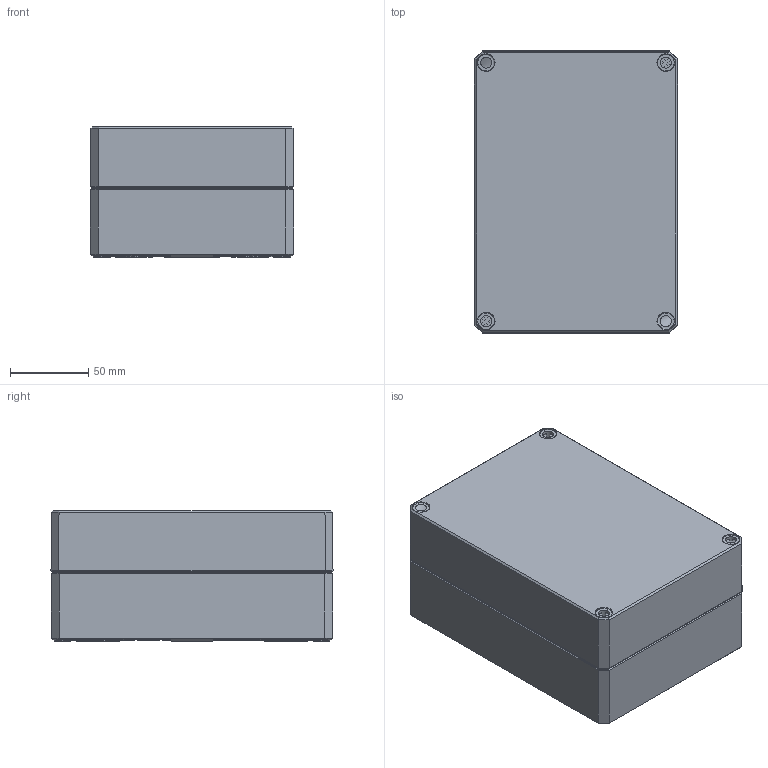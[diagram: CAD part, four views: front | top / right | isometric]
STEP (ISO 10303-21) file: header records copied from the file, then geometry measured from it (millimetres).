
FILE_DESCRIPTION(/* description */ (''),/* implementation_level */ '2;1');
FILE_NAME(/* name */ '0903108380 MBI 181308 OK.stp',/* time_stamp */ '2021-03-05T08:13:30+01:00',/* author */ ('alexander.rose'),/* organization */ (''),/* preprocessor_version */ 'ST-DEVELOPER v17.2',/* originating_system */ 'Autodesk Inventor 2019',/* authorisation */ '');
FILE_SCHEMA (('AUTOMOTIVE_DESIGN { 1 0 10303 214 3 1 1 }'));
Products named in the file (5): 0903108380 MBI 181308 OK; Dichtung_1813xx; -UT_181345 - O; 0903108311-OT_181339 Klar; Schraube _ M10 x 58 _ MBTK -
Assembly tree (7 placements, depth 2):
  0903108380 MBI 181308 OK
    Dichtung_1813xx
    -UT_181345 - O
    0903108311-OT_181339 Klar
    Schraube _ M10 x 58 _ MBTK -  x4
Bounding box: 130 x 180.49 x 83.8 mm (x, y, z)
Volume: 348931.5 mm3; surface area: 222947.2 mm2
Topology: 7 solids, 7 shells, 2625 faces, 6632 edges, 4224 vertices
Faces by surface type: plane 1174, bspline 505, cylinder 382, torus 332, cone 216, sphere 16
Full cylindrical faces by diameter (mm): 4.5 x4, 5 x4, 5.8 x8, 6 x2, 7 x4, 8.376 x4, 10.5 x4
Entity records: 75639 total; most frequent: CARTESIAN_POINT 21141, ORIENTED_EDGE 11774, DIRECTION 10465, EDGE_CURVE 5887, VERTEX_POINT 3735, AXIS2_PLACEMENT_3D 3735, LINE 2995, VECTOR 2995
